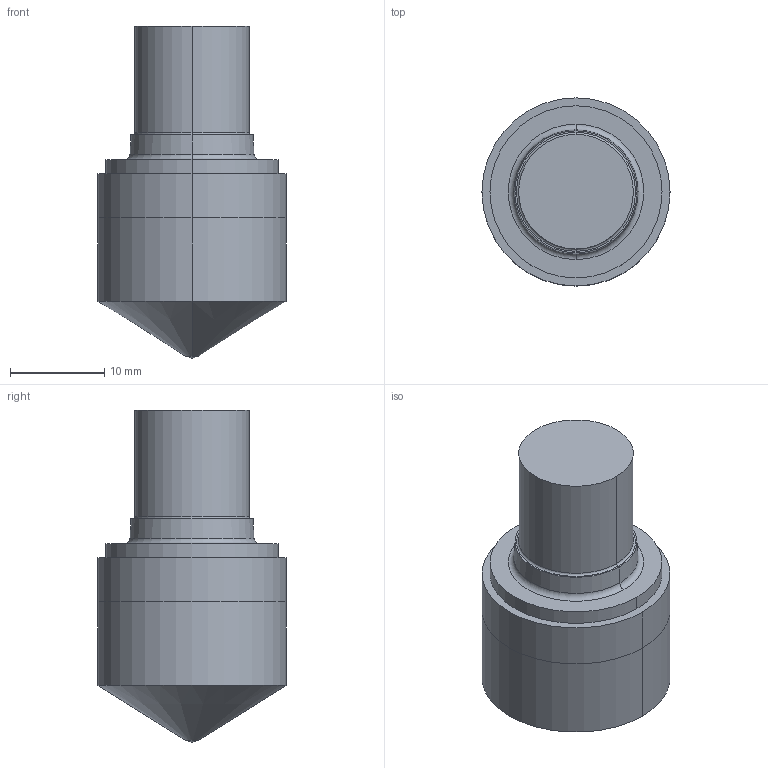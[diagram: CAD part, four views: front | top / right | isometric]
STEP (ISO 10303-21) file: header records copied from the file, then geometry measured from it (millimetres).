
FILE_DESCRIPTION((''),'2;1');
FILE_NAME('45P20018TSRA60','2015-11-28T',('schorn'),(''),'PRO/ENGINEER BY PARAMETRIC TECHNOLOGY CORPORATION, 2011490','PRO/ENGINEER BY PARAMETRIC TECHNOLOGY CORPORATION, 2011490','');
FILE_SCHEMA(('AUTOMOTIVE_DESIGN { 1 2 10303 214 0 1 1 1 }'));
Length unit declared in the file: millimetre
Products named in the file (3): NOCUT; CUT; 45P20018TSRA60
Assembly tree (2 placements, depth 2):
  45P20018TSRA60
    NOCUT
    CUT
Bounding box: 20 x 20 x 35.3 mm (x, y, z)
Volume: 7022.7 mm3; surface area: 2784.5 mm2
Topology: 2 solids, 2 shells, 25 faces, 48 edges, 32 vertices
Faces by surface type: cylinder 8, plane 7, cone 6, torus 4
Entity records: 1038 total; most frequent: DIRECTION 158, CARTESIAN_POINT 122, ORIENTED_EDGE 92, AXIS2_PLACEMENT_3D 71, PRESENTATION_STYLE_ASSIGNMENT 55, STYLED_ITEM 55, CURVE_STYLE 53, EDGE_CURVE 46
